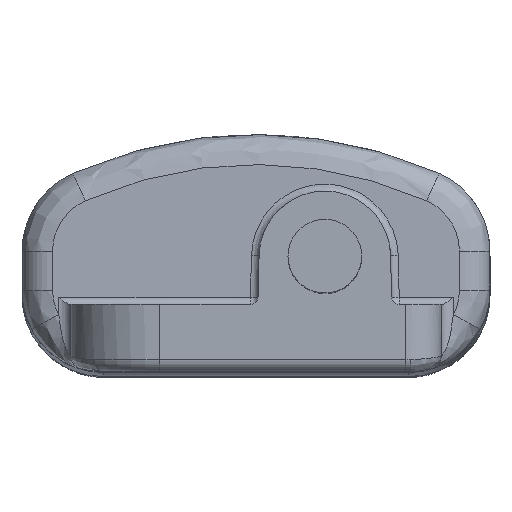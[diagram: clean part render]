
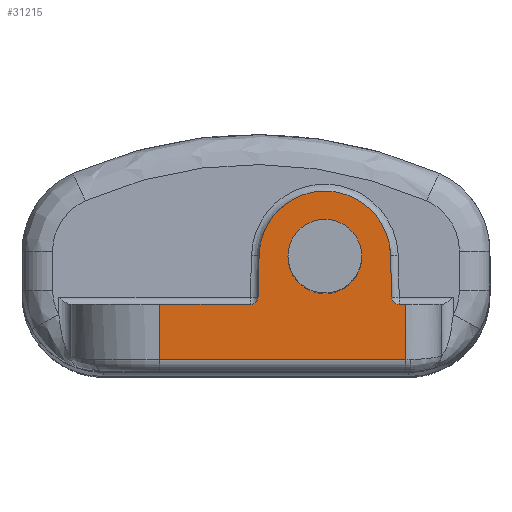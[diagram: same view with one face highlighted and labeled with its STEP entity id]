
A CAD part, top view. The second image highlights one B-rep face of the part: STEP entity #31215.
In plain terms, the highlighted planar face has unit normal (0, 0, 1).
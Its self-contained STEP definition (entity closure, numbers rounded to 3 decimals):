
#28496=CARTESIAN_POINT('',(4.5,5.5,36.8));
#28497=DIRECTION('',(0.,0.,-1.));
#28498=DIRECTION('',(1.,0.,0.));
#28499=AXIS2_PLACEMENT_3D('',#28496,#28497,#28498);
#28501=CARTESIAN_POINT('',(4.5,5.5,36.8));
#28502=DIRECTION('',(0.,0.,-1.));
#28503=DIRECTION('',(-1.,0.,0.));
#28504=AXIS2_PLACEMENT_3D('',#28501,#28502,#28503);
#28506=DIRECTION('',(0.,-1.,0.));
#28507=VECTOR('',#28506,3.6);
#28508=CARTESIAN_POINT('',(-6.3,2.4,36.8));
#28509=LINE('',#28508,#28507);
#28510=DIRECTION('',(-1.,0.,0.));
#28511=VECTOR('',#28510,5.936);
#28512=CARTESIAN_POINT('',(-0.364,2.4,36.8));
#28513=LINE('',#28512,#28511);
#28514=DIRECTION('',(-0.024,-1.,0.));
#28515=VECTOR('',#28514,2.716);
#28516=CARTESIAN_POINT('',(0.201,5.604,36.8));
#28517=LINE('',#28516,#28515);
#28518=CARTESIAN_POINT('',(4.5,5.5,36.8));
#28519=DIRECTION('',(0.,0.,1.));
#28520=DIRECTION('',(1.,0.024,0.));
#28521=AXIS2_PLACEMENT_3D('',#28518,#28519,#28520);
#28523=DIRECTION('',(-0.024,1.,0.));
#28524=VECTOR('',#28523,2.716);
#28525=CARTESIAN_POINT('',(8.864,2.888,36.8));
#28526=LINE('',#28525,#28524);
#28527=DIRECTION('',(-1.,0.,0.));
#28528=VECTOR('',#28527,0.436);
#28529=CARTESIAN_POINT('',(9.8,2.4,36.8));
#28530=LINE('',#28529,#28528);
#28531=DIRECTION('',(0.,1.,0.));
#28532=VECTOR('',#28531,3.6);
#28533=CARTESIAN_POINT('',(9.8,-1.2,36.8));
#28534=LINE('',#28533,#28532);
#28535=DIRECTION('',(1.,0.,0.));
#28536=VECTOR('',#28535,16.1);
#28537=CARTESIAN_POINT('',(-6.3,-1.2,36.8));
#28538=LINE('',#28537,#28536);
#29342=CARTESIAN_POINT('',(9.364,2.9,36.8));
#29343=DIRECTION('',(0.,0.,-1.));
#29344=DIRECTION('',(0.,-1.,0.));
#29345=AXIS2_PLACEMENT_3D('',#29342,#29343,#29344);
#29430=CARTESIAN_POINT('',(-0.364,2.9,36.8));
#29431=DIRECTION('',(0.,0.,-1.));
#29432=DIRECTION('',(1.,-0.024,0.));
#29433=AXIS2_PLACEMENT_3D('',#29430,#29431,#29432);
#30443=CARTESIAN_POINT('',(6.91,5.5,36.8));
#30444=CARTESIAN_POINT('',(2.09,5.5,36.8));
#30445=VERTEX_POINT('',#30443);
#30446=VERTEX_POINT('',#30444);
#30447=CARTESIAN_POINT('',(8.799,5.604,36.8));
#30448=CARTESIAN_POINT('',(0.201,5.604,36.8));
#30449=VERTEX_POINT('',#30447);
#30450=VERTEX_POINT('',#30448);
#30452=CARTESIAN_POINT('',(-6.3,2.4,36.8));
#30454=VERTEX_POINT('',#30452);
#30455=CARTESIAN_POINT('',(9.8,2.4,36.8));
#30457=VERTEX_POINT('',#30455);
#30459=CARTESIAN_POINT('',(-6.3,-1.2,36.8));
#30460=VERTEX_POINT('',#30459);
#30461=CARTESIAN_POINT('',(9.8,-1.2,36.8));
#30463=VERTEX_POINT('',#30461);
#30679=CARTESIAN_POINT('',(0.136,2.888,36.8));
#30680=VERTEX_POINT('',#30679);
#30681=CARTESIAN_POINT('',(8.864,2.888,36.8));
#30682=VERTEX_POINT('',#30681);
#30879=CARTESIAN_POINT('',(-0.364,2.4,36.8));
#30880=VERTEX_POINT('',#30879);
#30881=CARTESIAN_POINT('',(9.364,2.4,36.8));
#30882=VERTEX_POINT('',#30881);
#31184=CARTESIAN_POINT('',(0.,0.,36.8));
#31185=DIRECTION('',(0.,0.,1.));
#31186=DIRECTION('',(1.,0.,0.));
#31187=AXIS2_PLACEMENT_3D('',#31184,#31185,#31186);
#31188=PLANE('',#31187);
#31190=ORIENTED_EDGE('',*,*,#31189,.F.);
#31192=ORIENTED_EDGE('',*,*,#31191,.F.);
#31194=ORIENTED_EDGE('',*,*,#31193,.F.);
#31196=ORIENTED_EDGE('',*,*,#31195,.F.);
#31198=ORIENTED_EDGE('',*,*,#31197,.F.);
#31200=ORIENTED_EDGE('',*,*,#31199,.F.);
#31202=ORIENTED_EDGE('',*,*,#31201,.F.);
#31204=ORIENTED_EDGE('',*,*,#31203,.F.);
#31206=ORIENTED_EDGE('',*,*,#31205,.F.);
#31208=ORIENTED_EDGE('',*,*,#31207,.F.);
#31209=EDGE_LOOP('',(#31190,#31192,#31194,#31196,#31198,#31200,#31202,#31204,
#31206,#31208));
#31210=FACE_OUTER_BOUND('',#31209,.F.);
#31211=ORIENTED_EDGE('',*,*,#31166,.F.);
#31212=ORIENTED_EDGE('',*,*,#31179,.F.);
#31213=EDGE_LOOP('',(#31211,#31212));
#31214=FACE_BOUND('',#31213,.F.);
#31215=ADVANCED_FACE('',(#31210,#31214),#31188,.T.);
#28500=CIRCLE('',#28499,2.41);
#28505=CIRCLE('',#28504,2.41);
#28522=CIRCLE('',#28521,4.3);
#29346=CIRCLE('',#29345,0.5);
#29434=CIRCLE('',#29433,0.5);
#31166=EDGE_CURVE('',#30445,#30446,#28500,.T.);
#31179=EDGE_CURVE('',#30446,#30445,#28505,.T.);
#31189=EDGE_CURVE('',#30454,#30460,#28509,.T.);
#31191=EDGE_CURVE('',#30880,#30454,#28513,.T.);
#31193=EDGE_CURVE('',#30680,#30880,#29434,.T.);
#31195=EDGE_CURVE('',#30450,#30680,#28517,.T.);
#31197=EDGE_CURVE('',#30449,#30450,#28522,.T.);
#31199=EDGE_CURVE('',#30682,#30449,#28526,.T.);
#31201=EDGE_CURVE('',#30882,#30682,#29346,.T.);
#31203=EDGE_CURVE('',#30457,#30882,#28530,.T.);
#31205=EDGE_CURVE('',#30463,#30457,#28534,.T.);
#31207=EDGE_CURVE('',#30460,#30463,#28538,.T.);
